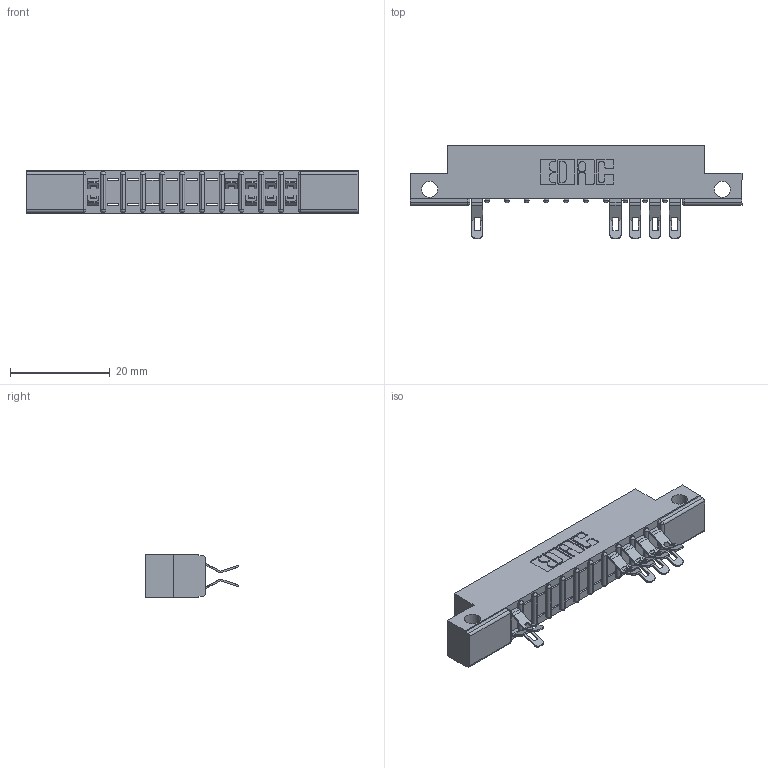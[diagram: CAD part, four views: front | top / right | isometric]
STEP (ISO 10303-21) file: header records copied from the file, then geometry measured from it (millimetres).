
FILE_DESCRIPTION (( 'STEP AP203' ), '1' );
FILE_NAME ('307-022-555-212.STEP', '2018-08-04T04:24:49', ( '' ), ( '' ), 'SwSTEP 2.0', 'SolidWorks 2016', '' );
FILE_SCHEMA (( 'CONFIG_CONTROL_DESIGN' ));
Length unit declared in the file: inch
Products named in the file (3): 307 Part_.128 Dia Side Mounting Holes; 307-290-001_555; 307-022-555-212
Assembly tree (10 placements, depth 2):
  307-022-555-212
    307 Part_.128 Dia Side Mounting Holes
    307-290-001_555  x9
Bounding box: 66.6 x 18.75 x 8.71 mm (x, y, z)
Volume: 4140.1 mm3; surface area: 5754.6 mm2
Topology: 10 solids, 10 shells, 809 faces, 2368 edges, 1532 vertices
Faces by surface type: plane 454, cylinder 331, sphere 24
Entity records: 13727 total; most frequent: CARTESIAN_POINT 2314, ORIENTED_EDGE 2304, DIRECTION 2274, EDGE_CURVE 1152, VECTOR 858, LINE 858, VERTEX_POINT 748, AXIS2_PLACEMENT_3D 708
